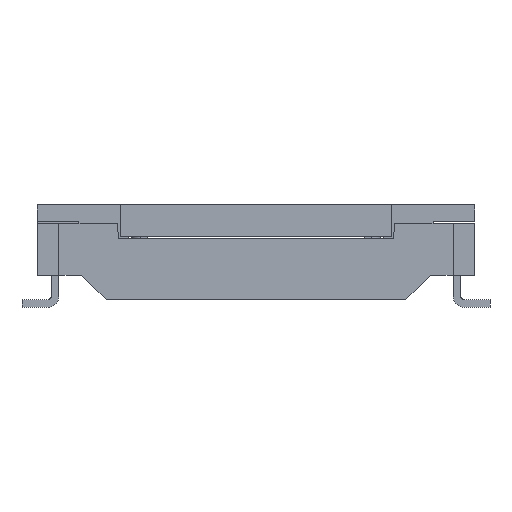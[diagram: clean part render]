
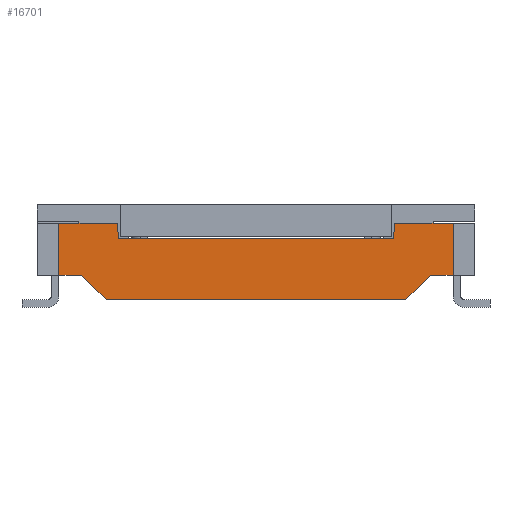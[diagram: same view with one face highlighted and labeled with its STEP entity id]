
A CAD part, front view. The second image highlights one B-rep face of the part: STEP entity #16701.
In plain terms, the highlighted face is planar.
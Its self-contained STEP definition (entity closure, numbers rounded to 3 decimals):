
#2818=ORIENTED_EDGE('',*,*,#5510,.T.);
#2819=ORIENTED_EDGE('',*,*,#5444,.T.);
#2820=ORIENTED_EDGE('',*,*,#5509,.T.);
#2821=ORIENTED_EDGE('',*,*,#5518,.T.);
#2822=ORIENTED_EDGE('',*,*,#5521,.T.);
#2823=ORIENTED_EDGE('',*,*,#5050,.T.);
#2824=ORIENTED_EDGE('',*,*,#5025,.T.);
#2825=ORIENTED_EDGE('',*,*,#5362,.T.);
#2826=ORIENTED_EDGE('',*,*,#5021,.T.);
#2827=ORIENTED_EDGE('',*,*,#5096,.T.);
#2828=ORIENTED_EDGE('',*,*,#5522,.T.);
#2829=ORIENTED_EDGE('',*,*,#5515,.T.);
#5021=EDGE_CURVE('',#6712,#6711,#7843,.T.);
#5025=EDGE_CURVE('',#6716,#6715,#7847,.T.);
#5050=EDGE_CURVE('',#6731,#6716,#7872,.T.);
#5096=EDGE_CURVE('',#6711,#6759,#7898,.T.);
#5362=EDGE_CURVE('',#6715,#6712,#8061,.T.);
#5444=EDGE_CURVE('',#6944,#6943,#8133,.T.);
#5509=EDGE_CURVE('',#6943,#6976,#8184,.T.);
#5510=EDGE_CURVE('',#6977,#6944,#8185,.T.);
#5515=EDGE_CURVE('',#6979,#6977,#8190,.T.);
#5518=EDGE_CURVE('',#6976,#6980,#8193,.T.);
#5521=EDGE_CURVE('',#6980,#6731,#8196,.T.);
#5522=EDGE_CURVE('',#6759,#6979,#8197,.T.);
#6711=VERTEX_POINT('',#21951);
#6712=VERTEX_POINT('',#21953);
#6715=VERTEX_POINT('',#21960);
#6716=VERTEX_POINT('',#21962);
#6731=VERTEX_POINT('',#22004);
#6759=VERTEX_POINT('',#22185);
#6943=VERTEX_POINT('',#23296);
#6944=VERTEX_POINT('',#23298);
#6976=VERTEX_POINT('',#23437);
#6977=VERTEX_POINT('',#23441);
#6979=VERTEX_POINT('',#23460);
#6980=VERTEX_POINT('',#23464);
#7843=LINE('',#21952,#8932);
#7847=LINE('',#21961,#8936);
#7872=LINE('',#22003,#8961);
#7898=LINE('',#22186,#8987);
#8061=LINE('',#23131,#9150);
#8133=LINE('',#23297,#9222);
#8184=LINE('',#23438,#9273);
#8185=LINE('',#23440,#9274);
#8190=LINE('',#23459,#9279);
#8193=LINE('',#23465,#9282);
#8196=LINE('',#23473,#9285);
#8197=LINE('',#23475,#9286);
#8932=VECTOR('',#18720,1000.);
#8936=VECTOR('',#18726,1000.);
#8961=VECTOR('',#18755,1000.);
#8987=VECTOR('',#18815,1000.);
#9150=VECTOR('',#19294,1000.);
#9222=VECTOR('',#19416,1000.);
#9273=VECTOR('',#19533,1000.);
#9274=VECTOR('',#19536,1000.);
#9279=VECTOR('',#19565,1000.);
#9282=VECTOR('',#19570,1000.);
#9285=VECTOR('',#19581,1000.);
#9286=VECTOR('',#19584,1000.);
#10069=EDGE_LOOP('',(#2818,#2819,#2820,#2821,#2822,#2823,#2824,#2825,#2826,
#2827,#2828,#2829));
#10800=FACE_BOUND('',#10069,.T.);
#11363=PLANE('',#17549);
#16701=ADVANCED_FACE('',(#10800),#11363,.F.);
#17549=AXIS2_PLACEMENT_3D('',#23476,#19585,#19586);
#18720=DIRECTION('',(0.,0.707,0.707));
#18726=DIRECTION('',(0.,0.707,-0.707));
#18755=DIRECTION('',(0.,1.,0.));
#18815=DIRECTION('',(0.,1.,0.));
#19294=DIRECTION('',(0.,1.,0.));
#19416=DIRECTION('',(0.,-1.,0.));
#19533=DIRECTION('',(0.,-0.052,0.999));
#19536=DIRECTION('',(0.,-0.052,-0.999));
#19565=DIRECTION('',(0.,-1.,0.));
#19570=DIRECTION('',(0.,-1.,0.));
#19581=DIRECTION('',(0.,0.,-1.));
#19584=DIRECTION('',(0.,0.,1.));
#19585=DIRECTION('',(-1.,0.,0.));
#19586=DIRECTION('',(0.,0.,1.));
#21951=CARTESIAN_POINT('',(4.75,5.7,1.05));
#21952=CARTESIAN_POINT('',(4.75,4.9,0.25));
#21953=CARTESIAN_POINT('',(4.75,4.9,0.25));
#21960=CARTESIAN_POINT('',(4.75,-4.9,0.25));
#21961=CARTESIAN_POINT('',(4.75,-5.7,1.05));
#21962=CARTESIAN_POINT('',(4.75,-5.7,1.05));
#22003=CARTESIAN_POINT('',(4.75,-6.45,1.05));
#22004=CARTESIAN_POINT('',(4.75,-6.45,1.05));
#22185=CARTESIAN_POINT('',(4.75,6.45,1.05));
#22186=CARTESIAN_POINT('',(4.75,5.7,1.05));
#23131=CARTESIAN_POINT('',(4.75,-4.9,0.25));
#23296=CARTESIAN_POINT('',(4.75,-4.5,2.25));
#23297=CARTESIAN_POINT('',(4.75,4.5,2.25));
#23298=CARTESIAN_POINT('',(4.75,4.5,2.25));
#23437=CARTESIAN_POINT('',(4.75,-4.526,2.75));
#23438=CARTESIAN_POINT('',(4.75,-4.5,2.25));
#23440=CARTESIAN_POINT('',(4.75,4.526,2.75));
#23441=CARTESIAN_POINT('',(4.75,4.526,2.75));
#23459=CARTESIAN_POINT('',(4.75,6.45,2.75));
#23460=CARTESIAN_POINT('',(4.75,6.45,2.75));
#23464=CARTESIAN_POINT('',(4.75,-6.45,2.75));
#23465=CARTESIAN_POINT('',(4.75,-4.526,2.75));
#23473=CARTESIAN_POINT('',(4.75,-6.45,1.05));
#23475=CARTESIAN_POINT('',(4.75,6.45,1.05));
#23476=CARTESIAN_POINT('',(4.75,0.,0.));
